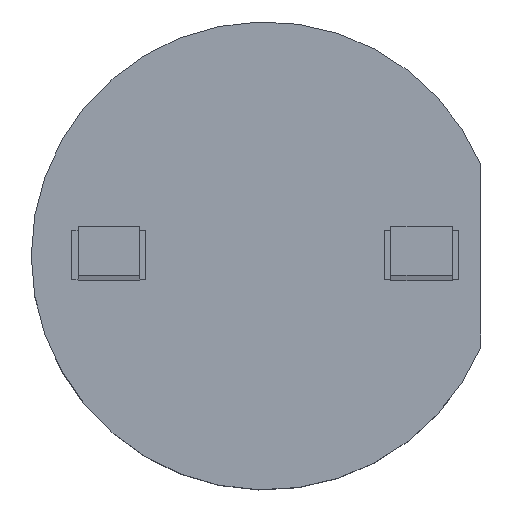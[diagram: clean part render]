
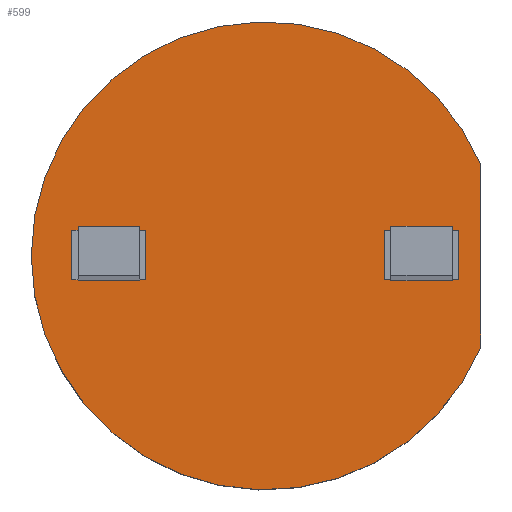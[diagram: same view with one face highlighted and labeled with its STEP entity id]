
A CAD part, top view. The second image highlights one B-rep face of the part: STEP entity #599.
In plain terms, the highlighted planar face has unit normal (0, 0, 1).
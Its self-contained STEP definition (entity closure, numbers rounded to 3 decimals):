
#14=FACE_BOUND('',#241,.T.);
#15=FACE_BOUND('',#242,.T.);
#20=PLANE('',#652);
#61=LINE('',#886,#138);
#62=LINE('',#889,#139);
#63=LINE('',#891,#140);
#64=LINE('',#893,#141);
#65=LINE('',#894,#142);
#66=LINE('',#897,#143);
#67=LINE('',#899,#144);
#68=LINE('',#901,#145);
#69=LINE('',#902,#146);
#138=VECTOR('',#723,1.);
#139=VECTOR('',#724,1.);
#140=VECTOR('',#725,1.);
#141=VECTOR('',#726,1.);
#142=VECTOR('',#727,1.);
#143=VECTOR('',#728,1.);
#144=VECTOR('',#729,1.);
#145=VECTOR('',#730,1.);
#146=VECTOR('',#731,1.);
#208=FACE_OUTER_BOUND('',#240,.T.);
#240=EDGE_LOOP('',(#443,#444));
#241=EDGE_LOOP('',(#445,#446,#447,#448));
#242=EDGE_LOOP('',(#449,#450,#451,#452));
#274=CIRCLE('',#647,1.9);
#281=VERTEX_POINT('',#850);
#282=VERTEX_POINT('',#851);
#297=VERTEX_POINT('',#887);
#298=VERTEX_POINT('',#888);
#299=VERTEX_POINT('',#890);
#300=VERTEX_POINT('',#892);
#301=VERTEX_POINT('',#895);
#302=VERTEX_POINT('',#896);
#303=VERTEX_POINT('',#898);
#304=VERTEX_POINT('',#900);
#339=EDGE_CURVE('',#281,#282,#274,.T.);
#355=EDGE_CURVE('',#282,#281,#61,.T.);
#356=EDGE_CURVE('',#297,#298,#62,.T.);
#357=EDGE_CURVE('',#298,#299,#63,.T.);
#358=EDGE_CURVE('',#299,#300,#64,.T.);
#359=EDGE_CURVE('',#300,#297,#65,.T.);
#360=EDGE_CURVE('',#301,#302,#66,.T.);
#361=EDGE_CURVE('',#302,#303,#67,.T.);
#362=EDGE_CURVE('',#303,#304,#68,.T.);
#363=EDGE_CURVE('',#304,#301,#69,.T.);
#443=ORIENTED_EDGE('',*,*,#339,.T.);
#444=ORIENTED_EDGE('',*,*,#355,.T.);
#445=ORIENTED_EDGE('',*,*,#356,.T.);
#446=ORIENTED_EDGE('',*,*,#357,.T.);
#447=ORIENTED_EDGE('',*,*,#358,.T.);
#448=ORIENTED_EDGE('',*,*,#359,.T.);
#449=ORIENTED_EDGE('',*,*,#360,.T.);
#450=ORIENTED_EDGE('',*,*,#361,.T.);
#451=ORIENTED_EDGE('',*,*,#362,.T.);
#452=ORIENTED_EDGE('',*,*,#363,.T.);
#599=ADVANCED_FACE('',(#208,#14,#15),#20,.T.);
#647=AXIS2_PLACEMENT_3D('',#852,#697,#698);
#652=AXIS2_PLACEMENT_3D('',#885,#721,#722);
#697=DIRECTION('center_axis',(0.,0.,1.));
#698=DIRECTION('ref_axis',(1.,0.,0.));
#721=DIRECTION('center_axis',(0.,0.,1.));
#722=DIRECTION('ref_axis',(1.,0.,0.));
#723=DIRECTION('',(0.,1.,0.));
#724=DIRECTION('',(1.,0.,0.));
#725=DIRECTION('',(0.,-1.,0.));
#726=DIRECTION('',(-1.,0.,0.));
#727=DIRECTION('',(0.,1.,0.));
#728=DIRECTION('',(1.,0.,0.));
#729=DIRECTION('',(0.,-1.,0.));
#730=DIRECTION('',(-1.,0.,0.));
#731=DIRECTION('',(0.,1.,0.));
#850=CARTESIAN_POINT('',(1.75,0.74,1.));
#851=CARTESIAN_POINT('',(1.75,-0.74,1.));
#852=CARTESIAN_POINT('Origin',(0.,0.,1.));
#885=CARTESIAN_POINT('Origin',(0.,0.,1.));
#886=CARTESIAN_POINT('',(1.75,0.74,1.));
#887=CARTESIAN_POINT('',(1.02,0.2,1.));
#888=CARTESIAN_POINT('',(1.52,0.2,1.));
#889=CARTESIAN_POINT('',(0.,0.2,1.));
#890=CARTESIAN_POINT('',(1.52,-0.2,1.));
#891=CARTESIAN_POINT('',(1.52,0.,1.));
#892=CARTESIAN_POINT('',(1.02,-0.2,1.));
#893=CARTESIAN_POINT('',(0.,-0.2,1.));
#894=CARTESIAN_POINT('',(1.02,0.,1.));
#895=CARTESIAN_POINT('',(-1.52,0.2,1.));
#896=CARTESIAN_POINT('',(-1.02,0.2,1.));
#897=CARTESIAN_POINT('',(0.,0.2,1.));
#898=CARTESIAN_POINT('',(-1.02,-0.2,1.));
#899=CARTESIAN_POINT('',(-1.02,0.,1.));
#900=CARTESIAN_POINT('',(-1.52,-0.2,1.));
#901=CARTESIAN_POINT('',(0.,-0.2,1.));
#902=CARTESIAN_POINT('',(-1.52,0.,1.));
